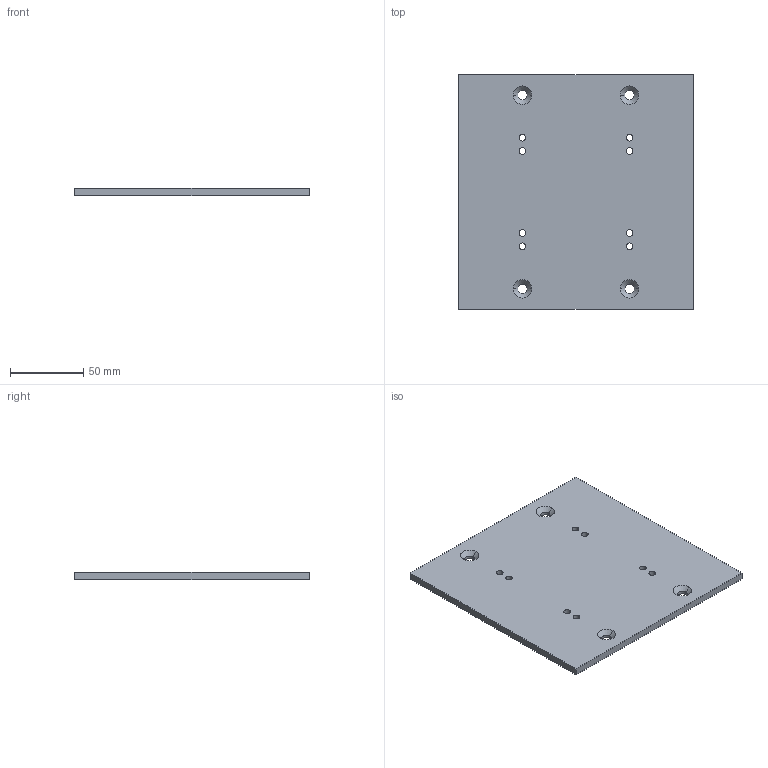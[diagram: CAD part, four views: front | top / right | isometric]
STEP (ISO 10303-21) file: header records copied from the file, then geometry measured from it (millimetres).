
FILE_DESCRIPTION (( 'STEP AP203' ), '1' );
FILE_NAME ('Plaque Support Lampe.STEP', '2022-05-16T09:39:40', ( '' ), ( '' ), 'SwSTEP 2.0', 'SolidWorks 2020', '' );
FILE_SCHEMA (( 'CONFIG_CONTROL_DESIGN' ));
Length unit declared in the file: millimetre
Products named in the file (1): Plaque Support Lampe
Bounding box: 160 x 160 x 5 mm (x, y, z)
Volume: 126193.3 mm3; surface area: 54753.1 mm2
Topology: 1 solids, 1 shells, 38 faces, 100 edges, 64 vertices
Faces by surface type: cylinder 24, cone 8, plane 6
Entity records: 1321 total; most frequent: DIRECTION 234, CARTESIAN_POINT 203, ORIENTED_EDGE 200, EDGE_CURVE 100, AXIS2_PLACEMENT_3D 95, VERTEX_POINT 64, EDGE_LOOP 62, CIRCLE 56
